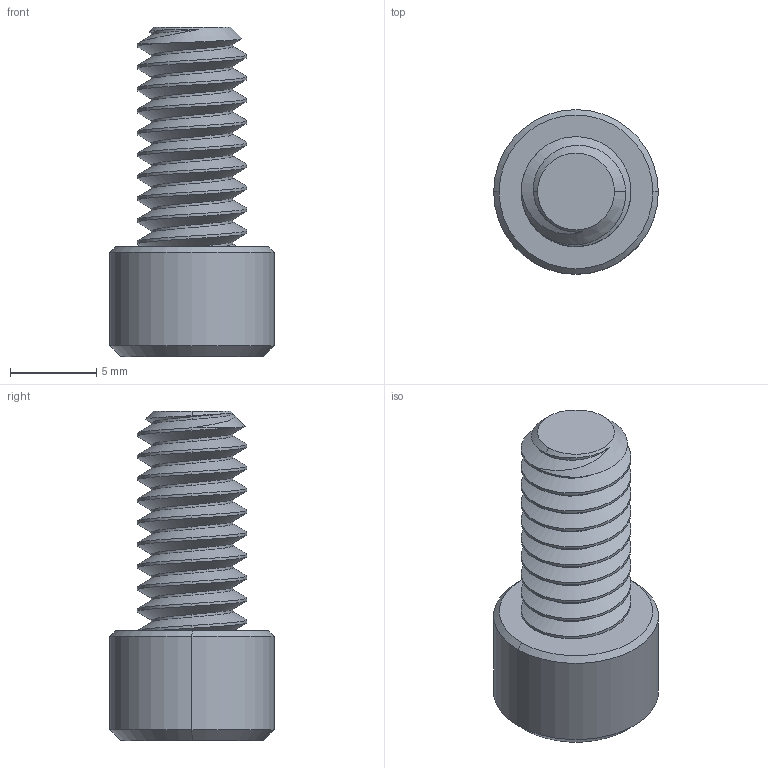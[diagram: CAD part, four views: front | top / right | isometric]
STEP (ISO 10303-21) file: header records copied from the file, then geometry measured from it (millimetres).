
FILE_DESCRIPTION (( 'STEP AP203' ), '1' );
FILE_NAME ('91251A537.step', '2013-10-30T21:00:48', ( '' ), ( '' ), 'SwSTEP 2.0', 'SolidWorks 2010', '' );
FILE_SCHEMA (( 'CONFIG_CONTROL_DESIGN' ));
Length unit declared in the file: inch
Products named in the file (1): 91251A537
Bounding box: 9.53 x 9.53 x 19.05 mm (x, y, z)
Volume: 679.1 mm3; surface area: 744.6 mm2
Topology: 1 solids, 1 shells, 68 faces, 175 edges, 111 vertices
Faces by surface type: cylinder 43, cone 13, plane 10, bspline 2
Entity records: 3209 total; most frequent: CARTESIAN_POINT 1738, ORIENTED_EDGE 350, DIRECTION 236, EDGE_CURVE 175, VERTEX_POINT 111, AXIS2_PLACEMENT_3D 88, EDGE_LOOP 70, FACE_OUTER_BOUND 68
